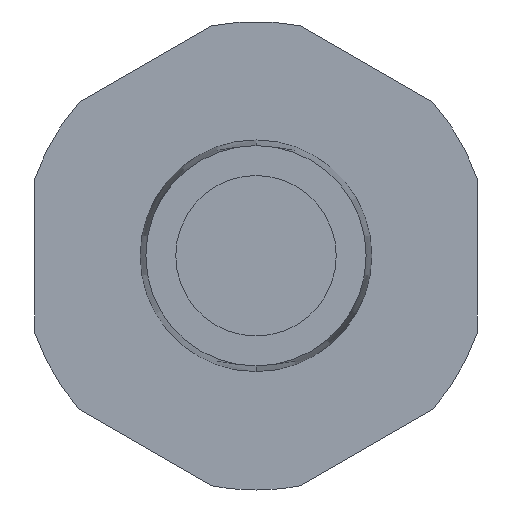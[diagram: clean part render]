
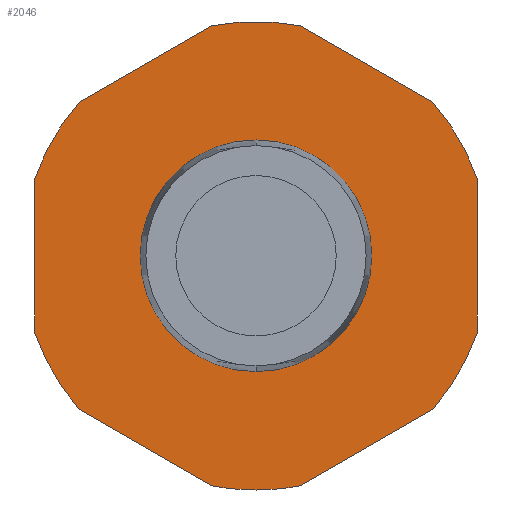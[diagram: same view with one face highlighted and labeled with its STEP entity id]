
A CAD part, front view. The second image highlights one B-rep face of the part: STEP entity #2046.
In plain terms, the highlighted planar face has unit normal (0, -1, 0).
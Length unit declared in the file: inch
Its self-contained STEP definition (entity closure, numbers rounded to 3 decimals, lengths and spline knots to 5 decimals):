
#16 = CARTESIAN_POINT ( 'NONE',  ( 0., 0., 0.34 ) ) ;
#55 = DIRECTION ( 'NONE',  ( 0.866, 0., 0.5 ) ) ;
#71 = DIRECTION ( 'NONE',  ( 0., 0., -1. ) ) ;
#74 = CARTESIAN_POINT ( 'NONE',  ( 0., 0., 0. ) ) ;
#106 = CIRCLE ( 'NONE', #541, 0.6875 ) ;
#143 = CARTESIAN_POINT ( 'NONE',  ( 0., 0., 0. ) ) ;
#159 = DIRECTION ( 'NONE',  ( 0., 1., 0. ) ) ;
#172 = EDGE_CURVE ( 'NONE', #1845, #2276, #2000, .T. ) ;
#281 = ORIENTED_EDGE ( 'NONE', *, *, #2249, .T. ) ;
#305 = CARTESIAN_POINT ( 'NONE',  ( 0., 0., 0. ) ) ;
#319 = VERTEX_POINT ( 'NONE', #858 ) ;
#338 = DIRECTION ( 'NONE',  ( 0., 0., -1. ) ) ;
#341 = CARTESIAN_POINT ( 'NONE',  ( 0.65, 0., -0.22396 ) ) ;
#361 = ORIENTED_EDGE ( 'NONE', *, *, #715, .T. ) ;
#408 = DIRECTION ( 'NONE',  ( 0., 0., -1. ) ) ;
#450 = EDGE_CURVE ( 'NONE', #1521, #2276, #488, .T. ) ;
#488 = LINE ( 'NONE', #2057, #2591 ) ;
#541 = AXIS2_PLACEMENT_3D ( 'NONE', #305, #2208, #579 ) ;
#573 = CIRCLE ( 'NONE', #1600, 0.6875 ) ;
#579 = DIRECTION ( 'NONE',  ( 0., 0., -1. ) ) ;
#593 = CARTESIAN_POINT ( 'NONE',  ( -0.65, 0., -0.37528 ) ) ;
#624 = VERTEX_POINT ( 'NONE', #2709 ) ;
#678 = VERTEX_POINT ( 'NONE', #16 ) ;
#715 = EDGE_CURVE ( 'NONE', #1250, #927, #1022, .T. ) ;
#777 = ORIENTED_EDGE ( 'NONE', *, *, #2716, .T. ) ;
#802 = VECTOR ( 'NONE', #1090, 39.37008 ) ;
#808 = DIRECTION ( 'NONE',  ( 0., -1., 0. ) ) ;
#809 = ORIENTED_EDGE ( 'NONE', *, *, #976, .F. ) ;
#826 = FACE_OUTER_BOUND ( 'NONE', #3105, .T. ) ;
#858 = CARTESIAN_POINT ( 'NONE',  ( -0.13105, 0., -0.67489 ) ) ;
#902 = LINE ( 'NONE', #2730, #802 ) ;
#914 = AXIS2_PLACEMENT_3D ( 'NONE', #1389, #3272, #1659 ) ;
#927 = VERTEX_POINT ( 'NONE', #1625 ) ;
#963 = EDGE_CURVE ( 'NONE', #1250, #1869, #3462, .T. ) ;
#976 = EDGE_CURVE ( 'NONE', #3402, #624, #2613, .T. ) ;
#1022 = CIRCLE ( 'NONE', #914, 0.6875 ) ;
#1047 = AXIS2_PLACEMENT_3D ( 'NONE', #3298, #1689, #71 ) ;
#1083 = VERTEX_POINT ( 'NONE', #1397 ) ;
#1090 = DIRECTION ( 'NONE',  ( 0.866, 0., -0.5 ) ) ;
#1118 = DIRECTION ( 'NONE',  ( 0., -1., 0. ) ) ;
#1124 = VECTOR ( 'NONE', #3132, 39.37008 ) ;
#1136 = CARTESIAN_POINT ( 'NONE',  ( 0., 0., -0.34 ) ) ;
#1142 = ORIENTED_EDGE ( 'NONE', *, *, #1691, .T. ) ;
#1218 = CARTESIAN_POINT ( 'NONE',  ( 0., 0., 0. ) ) ;
#1240 = CARTESIAN_POINT ( 'NONE',  ( 0.65, 0., 0.22396 ) ) ;
#1247 = VECTOR ( 'NONE', #55, 39.37008 ) ;
#1250 = VERTEX_POINT ( 'NONE', #1240 ) ;
#1277 = VECTOR ( 'NONE', #2223, 39.37008 ) ;
#1280 = ORIENTED_EDGE ( 'NONE', *, *, #2791, .F. ) ;
#1329 = ORIENTED_EDGE ( 'NONE', *, *, #2639, .F. ) ;
#1365 = CIRCLE ( 'NONE', #1747, 0.34 ) ;
#1389 = CARTESIAN_POINT ( 'NONE',  ( 0., 0., 0. ) ) ;
#1397 = CARTESIAN_POINT ( 'NONE',  ( -0.65, 0., 0.22396 ) ) ;
#1444 = ORIENTED_EDGE ( 'NONE', *, *, #3193, .F. ) ;
#1488 = DIRECTION ( 'NONE',  ( 0., 0., -1. ) ) ;
#1521 = VERTEX_POINT ( 'NONE', #3443 ) ;
#1558 = VERTEX_POINT ( 'NONE', #2418 ) ;
#1565 = DIRECTION ( 'NONE',  ( 0., -1., 0. ) ) ;
#1600 = AXIS2_PLACEMENT_3D ( 'NONE', #1218, #3108, #1488 ) ;
#1625 = CARTESIAN_POINT ( 'NONE',  ( 0.51895, 0., 0.45094 ) ) ;
#1656 = CARTESIAN_POINT ( 'NONE',  ( 0.65, 0., 0.37528 ) ) ;
#1659 = DIRECTION ( 'NONE',  ( 0., 0., -1. ) ) ;
#1669 = EDGE_CURVE ( 'NONE', #678, #2808, #2496, .T. ) ;
#1689 = DIRECTION ( 'NONE',  ( 0., -1., 0. ) ) ;
#1690 = ORIENTED_EDGE ( 'NONE', *, *, #2242, .T. ) ;
#1691 = EDGE_CURVE ( 'NONE', #3422, #1558, #2937, .T. ) ;
#1747 = AXIS2_PLACEMENT_3D ( 'NONE', #3183, #1565, #3451 ) ;
#1845 = VERTEX_POINT ( 'NONE', #3369 ) ;
#1869 = VERTEX_POINT ( 'NONE', #341 ) ;
#1952 = CARTESIAN_POINT ( 'NONE',  ( -0.65, 0., 0.37528 ) ) ;
#1971 = VECTOR ( 'NONE', #3270, 39.37008 ) ;
#1972 = DIRECTION ( 'NONE',  ( 0., -1., 0. ) ) ;
#1989 = AXIS2_PLACEMENT_3D ( 'NONE', #143, #2042, #408 ) ;
#2000 = CIRCLE ( 'NONE', #2137, 0.6875 ) ;
#2042 = DIRECTION ( 'NONE',  ( 0., -1., 0. ) ) ;
#2046 = ADVANCED_FACE ( 'NONE', ( #3161, #826 ), #2870, .F. ) ;
#2057 = CARTESIAN_POINT ( 'NONE',  ( 0.65, 0., -0.37528 ) ) ;
#2060 = DIRECTION ( 'NONE',  ( 0., 0., 1. ) ) ;
#2067 = CARTESIAN_POINT ( 'NONE',  ( 0., 0., -0.75056 ) ) ;
#2098 = EDGE_CURVE ( 'NONE', #3402, #1083, #2113, .T. ) ;
#2113 = CIRCLE ( 'NONE', #1047, 0.6875 ) ;
#2137 = AXIS2_PLACEMENT_3D ( 'NONE', #74, #1972, #338 ) ;
#2208 = DIRECTION ( 'NONE',  ( 0., -1., 0. ) ) ;
#2223 = DIRECTION ( 'NONE',  ( 0., 0., 1. ) ) ;
#2242 = EDGE_CURVE ( 'NONE', #319, #1845, #573, .T. ) ;
#2249 = EDGE_CURVE ( 'NONE', #1521, #1869, #2661, .T. ) ;
#2276 = VERTEX_POINT ( 'NONE', #3391 ) ;
#2306 = AXIS2_PLACEMENT_3D ( 'NONE', #2445, #808, #2713 ) ;
#2311 = EDGE_CURVE ( 'NONE', #319, #1558, #3123, .T. ) ;
#2363 = EDGE_LOOP ( 'NONE', ( #1444, #3430 ) ) ;
#2383 = ORIENTED_EDGE ( 'NONE', *, *, #450, .F. ) ;
#2418 = CARTESIAN_POINT ( 'NONE',  ( -0.51895, 0., -0.45094 ) ) ;
#2445 = CARTESIAN_POINT ( 'NONE',  ( 0., 0., 0. ) ) ;
#2496 = CIRCLE ( 'NONE', #2306, 0.34 ) ;
#2588 = ORIENTED_EDGE ( 'NONE', *, *, #2311, .F. ) ;
#2591 = VECTOR ( 'NONE', #2607, 39.37008 ) ;
#2598 = CARTESIAN_POINT ( 'NONE',  ( 0., 0., 0. ) ) ;
#2607 = DIRECTION ( 'NONE',  ( -0.866, 0., -0.5 ) ) ;
#2613 = LINE ( 'NONE', #1952, #1247 ) ;
#2639 = EDGE_CURVE ( 'NONE', #2946, #927, #902, .T. ) ;
#2658 = AXIS2_PLACEMENT_3D ( 'NONE', #2756, #1118, #3016 ) ;
#2661 = CIRCLE ( 'NONE', #1989, 0.6875 ) ;
#2709 = CARTESIAN_POINT ( 'NONE',  ( -0.13105, 0., 0.67489 ) ) ;
#2713 = DIRECTION ( 'NONE',  ( 0., 0., -1. ) ) ;
#2716 = EDGE_CURVE ( 'NONE', #2946, #624, #106, .T. ) ;
#2730 = CARTESIAN_POINT ( 'NONE',  ( 0., 0., 0.75056 ) ) ;
#2756 = CARTESIAN_POINT ( 'NONE',  ( 0., 0., 0. ) ) ;
#2791 = EDGE_CURVE ( 'NONE', #3422, #1083, #3428, .T. ) ;
#2808 = VERTEX_POINT ( 'NONE', #1136 ) ;
#2870 = PLANE ( 'NONE',  #3470 ) ;
#2937 = CIRCLE ( 'NONE', #2658, 0.6875 ) ;
#2946 = VERTEX_POINT ( 'NONE', #3164 ) ;
#3016 = DIRECTION ( 'NONE',  ( 0., 0., -1. ) ) ;
#3105 = EDGE_LOOP ( 'NONE', ( #1142, #2588, #1690, #3371, #2383, #281, #3317, #361, #1329, #777, #809, #3215, #1280 ) ) ;
#3108 = DIRECTION ( 'NONE',  ( 0., -1., 0. ) ) ;
#3123 = LINE ( 'NONE', #2067, #1124 ) ;
#3132 = DIRECTION ( 'NONE',  ( -0.866, 0., 0.5 ) ) ;
#3161 = FACE_BOUND ( 'NONE', #2363, .T. ) ;
#3164 = CARTESIAN_POINT ( 'NONE',  ( 0.13105, 0., 0.67489 ) ) ;
#3183 = CARTESIAN_POINT ( 'NONE',  ( 0., 0., 0. ) ) ;
#3193 = EDGE_CURVE ( 'NONE', #2808, #678, #1365, .T. ) ;
#3215 = ORIENTED_EDGE ( 'NONE', *, *, #2098, .T. ) ;
#3259 = CARTESIAN_POINT ( 'NONE',  ( -0.51895, 0., 0.45094 ) ) ;
#3270 = DIRECTION ( 'NONE',  ( 0., 0., -1. ) ) ;
#3272 = DIRECTION ( 'NONE',  ( 0., -1., 0. ) ) ;
#3274 = CARTESIAN_POINT ( 'NONE',  ( -0.65, 0., -0.22396 ) ) ;
#3298 = CARTESIAN_POINT ( 'NONE',  ( 0., 0., 0. ) ) ;
#3317 = ORIENTED_EDGE ( 'NONE', *, *, #963, .F. ) ;
#3369 = CARTESIAN_POINT ( 'NONE',  ( 0., 0., -0.6875 ) ) ;
#3371 = ORIENTED_EDGE ( 'NONE', *, *, #172, .T. ) ;
#3391 = CARTESIAN_POINT ( 'NONE',  ( 0.13105, 0., -0.67489 ) ) ;
#3402 = VERTEX_POINT ( 'NONE', #3259 ) ;
#3422 = VERTEX_POINT ( 'NONE', #3274 ) ;
#3428 = LINE ( 'NONE', #593, #1277 ) ;
#3430 = ORIENTED_EDGE ( 'NONE', *, *, #1669, .F. ) ;
#3443 = CARTESIAN_POINT ( 'NONE',  ( 0.51895, 0., -0.45094 ) ) ;
#3451 = DIRECTION ( 'NONE',  ( 0., 0., -1. ) ) ;
#3462 = LINE ( 'NONE', #1656, #1971 ) ;
#3470 = AXIS2_PLACEMENT_3D ( 'NONE', #2598, #159, #2060 ) ;
